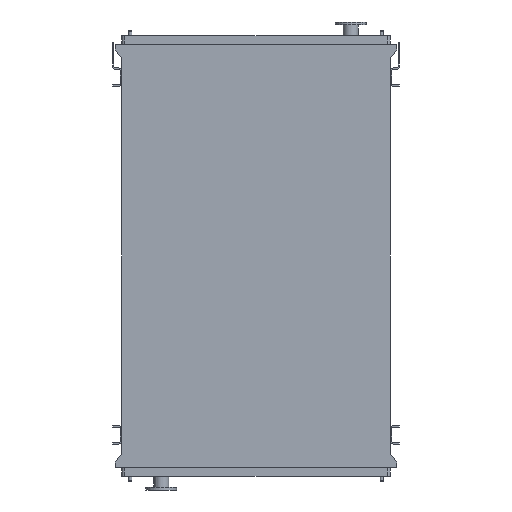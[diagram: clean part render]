
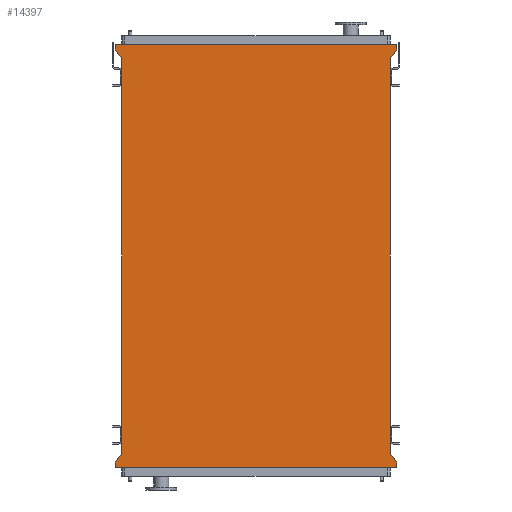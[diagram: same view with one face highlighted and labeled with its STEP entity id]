
A CAD part, front view. The second image highlights one B-rep face of the part: STEP entity #14397.
In plain terms, the highlighted planar face has unit normal (0, -1, 0).
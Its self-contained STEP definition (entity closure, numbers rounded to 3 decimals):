
#164 = CARTESIAN_POINT ( 'NONE',  ( 1011., 0., 95. ) ) ;
#305 = LINE ( 'NONE', #2962, #11343 ) ;
#1274 = VERTEX_POINT ( 'NONE', #6116 ) ;
#1303 = ORIENTED_EDGE ( 'NONE', *, *, #5476, .F. ) ;
#1391 = ORIENTED_EDGE ( 'NONE', *, *, #13978, .F. ) ;
#1771 = LINE ( 'NONE', #11180, #9209 ) ;
#1824 = VECTOR ( 'NONE', #5146, 1000. ) ;
#1937 = EDGE_CURVE ( 'NONE', #4346, #8329, #13356, .T. ) ;
#2121 = CARTESIAN_POINT ( 'NONE',  ( 965., 0., -2850. ) ) ;
#2246 = DIRECTION ( 'NONE',  ( 0.655, 0., -0.755 ) ) ;
#2310 = CARTESIAN_POINT ( 'NONE',  ( 1011., 0., -2903. ) ) ;
#2333 = DIRECTION ( 'NONE',  ( 0., 0., -1. ) ) ;
#2370 = LINE ( 'NONE', #13186, #6576 ) ;
#2931 = DIRECTION ( 'NONE',  ( -1., 0., 0. ) ) ;
#2962 = CARTESIAN_POINT ( 'NONE',  ( 1011., 0., -2945. ) ) ;
#3115 = LINE ( 'NONE', #8647, #15959 ) ;
#3357 = VERTEX_POINT ( 'NONE', #164 ) ;
#3380 = VECTOR ( 'NONE', #6312, 1000. ) ;
#3918 = LINE ( 'NONE', #6207, #3380 ) ;
#4045 = CARTESIAN_POINT ( 'NONE',  ( -1011., 0., -2945. ) ) ;
#4096 = VERTEX_POINT ( 'NONE', #12965 ) ;
#4259 = ORIENTED_EDGE ( 'NONE', *, *, #4961, .F. ) ;
#4315 = CARTESIAN_POINT ( 'NONE',  ( -1011., 0., 95. ) ) ;
#4346 = VERTEX_POINT ( 'NONE', #9315 ) ;
#4550 = ORIENTED_EDGE ( 'NONE', *, *, #5366, .F. ) ;
#4712 = EDGE_CURVE ( 'NONE', #4096, #5263, #7014, .T. ) ;
#4856 = AXIS2_PLACEMENT_3D ( 'NONE', #7443, #7439, #7421 ) ;
#4954 = EDGE_CURVE ( 'NONE', #10319, #5263, #2370, .T. ) ;
#4961 = EDGE_CURVE ( 'NONE', #3357, #10319, #12417, .T. ) ;
#4989 = CARTESIAN_POINT ( 'NONE',  ( -1011., 0., -2945. ) ) ;
#5138 = EDGE_CURVE ( 'NONE', #16474, #12987, #3115, .T. ) ;
#5146 = DIRECTION ( 'NONE',  ( 0., 0., 1. ) ) ;
#5258 = EDGE_CURVE ( 'NONE', #8329, #16474, #14760, .T. ) ;
#5263 = VERTEX_POINT ( 'NONE', #6713 ) ;
#5278 = CARTESIAN_POINT ( 'NONE',  ( -1011., 0., 53. ) ) ;
#5314 = EDGE_CURVE ( 'NONE', #8343, #4346, #3918, .T. ) ;
#5366 = EDGE_CURVE ( 'NONE', #6838, #8343, #13118, .T. ) ;
#5445 = EDGE_CURVE ( 'NONE', #1274, #6838, #305, .T. ) ;
#5476 = EDGE_CURVE ( 'NONE', #11225, #1274, #7716, .T. ) ;
#5502 = EDGE_CURVE ( 'NONE', #4096, #11225, #16246, .T. ) ;
#5899 = ORIENTED_EDGE ( 'NONE', *, *, #4954, .F. ) ;
#6085 = VECTOR ( 'NONE', #12145, 1000. ) ;
#6116 = CARTESIAN_POINT ( 'NONE',  ( 1011., 0., -2945. ) ) ;
#6197 = ORIENTED_EDGE ( 'NONE', *, *, #5314, .F. ) ;
#6207 = CARTESIAN_POINT ( 'NONE',  ( -1011., 0., -2903. ) ) ;
#6312 = DIRECTION ( 'NONE',  ( 0.655, 0., 0.755 ) ) ;
#6370 = EDGE_LOOP ( 'NONE', ( #12293, #5899, #4259, #1391, #13530, #13703, #14205, #6197, #4550, #12684, #1303, #9447 ) ) ;
#6576 = VECTOR ( 'NONE', #12513, 1000. ) ;
#6659 = CARTESIAN_POINT ( 'NONE',  ( 1011., 0., -2903. ) ) ;
#6713 = CARTESIAN_POINT ( 'NONE',  ( 965., 0., 0. ) ) ;
#6838 = VERTEX_POINT ( 'NONE', #4045 ) ;
#7014 = LINE ( 'NONE', #15990, #9995 ) ;
#7046 = DIRECTION ( 'NONE',  ( -0.655, 0., 0.755 ) ) ;
#7193 = CARTESIAN_POINT ( 'NONE',  ( -965., 0., 0. ) ) ;
#7421 = DIRECTION ( 'NONE',  ( 0., 0., -1. ) ) ;
#7439 = DIRECTION ( 'NONE',  ( 0., -1., 0. ) ) ;
#7443 = CARTESIAN_POINT ( 'NONE',  ( -965., 0., -2850. ) ) ;
#7716 = LINE ( 'NONE', #2310, #10971 ) ;
#7764 = PLANE ( 'NONE',  #4856 ) ;
#8329 = VERTEX_POINT ( 'NONE', #14416 ) ;
#8343 = VERTEX_POINT ( 'NONE', #14306 ) ;
#8627 = DIRECTION ( 'NONE',  ( 0., 0., 1. ) ) ;
#8647 = CARTESIAN_POINT ( 'NONE',  ( -1011., 0., 53. ) ) ;
#8701 = VECTOR ( 'NONE', #7046, 1000. ) ;
#9209 = VECTOR ( 'NONE', #11100, 1000. ) ;
#9315 = CARTESIAN_POINT ( 'NONE',  ( -965., 0., -2850. ) ) ;
#9447 = ORIENTED_EDGE ( 'NONE', *, *, #5502, .F. ) ;
#9995 = VECTOR ( 'NONE', #15803, 1000. ) ;
#10269 = VECTOR ( 'NONE', #13998, 1000. ) ;
#10319 = VERTEX_POINT ( 'NONE', #14669 ) ;
#10971 = VECTOR ( 'NONE', #2333, 1000. ) ;
#11100 = DIRECTION ( 'NONE',  ( 1., 0., 0. ) ) ;
#11180 = CARTESIAN_POINT ( 'NONE',  ( -1011., 0., 95. ) ) ;
#11225 = VERTEX_POINT ( 'NONE', #6659 ) ;
#11343 = VECTOR ( 'NONE', #2931, 1000. ) ;
#12145 = DIRECTION ( 'NONE',  ( 0., 0., -1. ) ) ;
#12165 = CARTESIAN_POINT ( 'NONE',  ( 1011., 0., 95. ) ) ;
#12293 = ORIENTED_EDGE ( 'NONE', *, *, #4712, .T. ) ;
#12417 = LINE ( 'NONE', #12165, #6085 ) ;
#12513 = DIRECTION ( 'NONE',  ( -0.655, 0., -0.755 ) ) ;
#12684 = ORIENTED_EDGE ( 'NONE', *, *, #5445, .F. ) ;
#12965 = CARTESIAN_POINT ( 'NONE',  ( 965., 0., -2850. ) ) ;
#12987 = VERTEX_POINT ( 'NONE', #4315 ) ;
#13118 = LINE ( 'NONE', #4989, #1824 ) ;
#13186 = CARTESIAN_POINT ( 'NONE',  ( 1011., 0., 53. ) ) ;
#13288 = VECTOR ( 'NONE', #2246, 1000. ) ;
#13356 = LINE ( 'NONE', #14338, #10269 ) ;
#13530 = ORIENTED_EDGE ( 'NONE', *, *, #5138, .F. ) ;
#13703 = ORIENTED_EDGE ( 'NONE', *, *, #5258, .F. ) ;
#13978 = EDGE_CURVE ( 'NONE', #12987, #3357, #1771, .T. ) ;
#13998 = DIRECTION ( 'NONE',  ( 0., 0., 1. ) ) ;
#14205 = ORIENTED_EDGE ( 'NONE', *, *, #1937, .F. ) ;
#14306 = CARTESIAN_POINT ( 'NONE',  ( -1011., 0., -2903. ) ) ;
#14338 = CARTESIAN_POINT ( 'NONE',  ( -965., 0., -2850. ) ) ;
#14397 = ADVANCED_FACE ( 'NONE', ( #15026 ), #7764, .T. ) ;
#14416 = CARTESIAN_POINT ( 'NONE',  ( -965., 0., 0. ) ) ;
#14669 = CARTESIAN_POINT ( 'NONE',  ( 1011., 0., 53. ) ) ;
#14760 = LINE ( 'NONE', #7193, #8701 ) ;
#15026 = FACE_OUTER_BOUND ( 'NONE', #6370, .T. ) ;
#15803 = DIRECTION ( 'NONE',  ( 0., 0., 1. ) ) ;
#15959 = VECTOR ( 'NONE', #8627, 1000. ) ;
#15990 = CARTESIAN_POINT ( 'NONE',  ( 965., 0., -2850. ) ) ;
#16246 = LINE ( 'NONE', #2121, #13288 ) ;
#16474 = VERTEX_POINT ( 'NONE', #5278 ) ;
